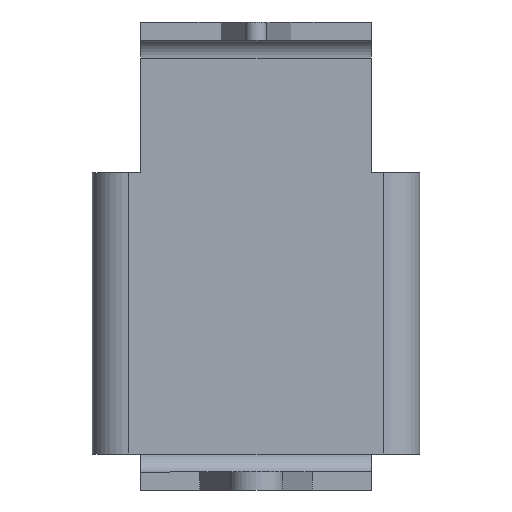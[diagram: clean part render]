
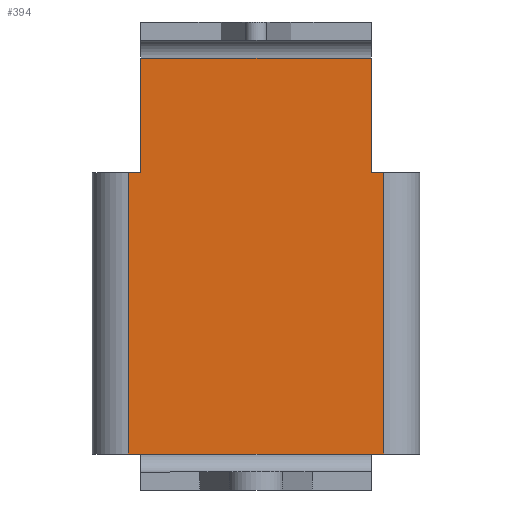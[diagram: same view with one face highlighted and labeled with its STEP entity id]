
A CAD part, front view. The second image highlights one B-rep face of the part: STEP entity #394.
In plain terms, the highlighted planar face has unit normal (0, -1, 0).
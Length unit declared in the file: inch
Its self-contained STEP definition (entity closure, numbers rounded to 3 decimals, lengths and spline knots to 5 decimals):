
#8 = CARTESIAN_POINT ( 'NONE',  ( 0.216, 0.196, -0.126 ) ) ;
#14 = EDGE_CURVE ( 'NONE', #470, #428, #1481, .T. ) ;
#19 = CARTESIAN_POINT ( 'NONE',  ( -0.011, 0.196, -0.126 ) ) ;
#79 = DIRECTION ( 'NONE',  ( 1., 0., 0. ) ) ;
#125 = CARTESIAN_POINT ( 'NONE',  ( 0.205, 0.196, -0.008 ) ) ;
#210 = EDGE_CURVE ( 'NONE', #537, #1489, #657, .T. ) ;
#213 = DIRECTION ( 'NONE',  ( 0., 0., -1. ) ) ;
#237 = ORIENTED_EDGE ( 'NONE', *, *, #1318, .F. ) ;
#248 = ORIENTED_EDGE ( 'NONE', *, *, #14, .T. ) ;
#270 = CARTESIAN_POINT ( 'NONE',  ( 0.205, 0.196, -0.126 ) ) ;
#280 = CARTESIAN_POINT ( 'NONE',  ( 0., 0.196, -0.024 ) ) ;
#336 = CARTESIAN_POINT ( 'NONE',  ( 0., 0.196, -0.376 ) ) ;
#341 = EDGE_CURVE ( 'NONE', #1086, #470, #1438, .T. ) ;
#364 = DIRECTION ( 'NONE',  ( -1., 0., 0. ) ) ;
#394 = ADVANCED_FACE ( 'NONE', ( #1310 ), #691, .F. ) ;
#420 = VECTOR ( 'NONE', #79, 39.37008 ) ;
#428 = VERTEX_POINT ( 'NONE', #1366 ) ;
#436 = CARTESIAN_POINT ( 'NONE',  ( 0., 0.196, -0.126 ) ) ;
#447 = CARTESIAN_POINT ( 'NONE',  ( 0.205, 0.196, -0.008 ) ) ;
#448 = VERTEX_POINT ( 'NONE', #497 ) ;
#451 = LINE ( 'NONE', #675, #1556 ) ;
#461 = VERTEX_POINT ( 'NONE', #1129 ) ;
#470 = VERTEX_POINT ( 'NONE', #19 ) ;
#487 = CARTESIAN_POINT ( 'NONE',  ( 0.205, 0.196, -0.126 ) ) ;
#497 = CARTESIAN_POINT ( 'NONE',  ( 0.216, 0.196, -0.376 ) ) ;
#506 = EDGE_CURVE ( 'NONE', #774, #1468, #981, .T. ) ;
#515 = VECTOR ( 'NONE', #1279, 39.37008 ) ;
#537 = VERTEX_POINT ( 'NONE', #1154 ) ;
#543 = VECTOR ( 'NONE', #999, 39.37008 ) ;
#546 = VECTOR ( 'NONE', #1223, 39.37008 ) ;
#551 = DIRECTION ( 'NONE',  ( 0., 0., -1. ) ) ;
#578 = CARTESIAN_POINT ( 'NONE',  ( 0., 0.196, -0.008 ) ) ;
#581 = ORIENTED_EDGE ( 'NONE', *, *, #724, .T. ) ;
#645 = VECTOR ( 'NONE', #551, 39.37008 ) ;
#657 = LINE ( 'NONE', #280, #515 ) ;
#675 = CARTESIAN_POINT ( 'NONE',  ( 0.216, 0.196, -0.126 ) ) ;
#676 = EDGE_CURVE ( 'NONE', #774, #448, #451, .T. ) ;
#679 = VERTEX_POINT ( 'NONE', #336 ) ;
#691 = PLANE ( 'NONE',  #1528 ) ;
#724 = EDGE_CURVE ( 'NONE', #679, #461, #930, .T. ) ;
#726 = CARTESIAN_POINT ( 'NONE',  ( 0.205, 0.196, -0.376 ) ) ;
#727 = VECTOR ( 'NONE', #1090, 39.37008 ) ;
#730 = VECTOR ( 'NONE', #1207, 39.37008 ) ;
#742 = ORIENTED_EDGE ( 'NONE', *, *, #1394, .T. ) ;
#746 = CARTESIAN_POINT ( 'NONE',  ( -0.011, 0.196, -0.126 ) ) ;
#753 = DIRECTION ( 'NONE',  ( 0., 1., 0. ) ) ;
#756 = VECTOR ( 'NONE', #364, 39.37008 ) ;
#762 = CARTESIAN_POINT ( 'NONE',  ( 0., 0.196, -0.376 ) ) ;
#774 = VERTEX_POINT ( 'NONE', #8 ) ;
#781 = VECTOR ( 'NONE', #1364, 39.37008 ) ;
#799 = ORIENTED_EDGE ( 'NONE', *, *, #676, .F. ) ;
#846 = ORIENTED_EDGE ( 'NONE', *, *, #210, .T. ) ;
#849 = LINE ( 'NONE', #726, #546 ) ;
#904 = EDGE_CURVE ( 'NONE', #448, #461, #849, .T. ) ;
#930 = LINE ( 'NONE', #1437, #420 ) ;
#981 = LINE ( 'NONE', #487, #756 ) ;
#999 = DIRECTION ( 'NONE',  ( 0., 0., -1. ) ) ;
#1004 = DIRECTION ( 'NONE',  ( 0., 0., 1. ) ) ;
#1025 = ORIENTED_EDGE ( 'NONE', *, *, #506, .T. ) ;
#1045 = ORIENTED_EDGE ( 'NONE', *, *, #904, .F. ) ;
#1067 = LINE ( 'NONE', #447, #645 ) ;
#1086 = VERTEX_POINT ( 'NONE', #1430 ) ;
#1090 = DIRECTION ( 'NONE',  ( -1., 0., 0. ) ) ;
#1129 = CARTESIAN_POINT ( 'NONE',  ( 0.205, 0.196, -0.376 ) ) ;
#1133 = LINE ( 'NONE', #762, #727 ) ;
#1154 = CARTESIAN_POINT ( 'NONE',  ( 0.205, 0.196, -0.024 ) ) ;
#1202 = EDGE_CURVE ( 'NONE', #537, #1468, #1067, .T. ) ;
#1207 = DIRECTION ( 'NONE',  ( -1., 0., 0. ) ) ;
#1223 = DIRECTION ( 'NONE',  ( -1., 0., 0. ) ) ;
#1279 = DIRECTION ( 'NONE',  ( -1., 0., 0. ) ) ;
#1283 = CARTESIAN_POINT ( 'NONE',  ( 0., 0.196, -0.024 ) ) ;
#1310 = FACE_OUTER_BOUND ( 'NONE', #1515, .T. ) ;
#1318 = EDGE_CURVE ( 'NONE', #679, #428, #1133, .T. ) ;
#1364 = DIRECTION ( 'NONE',  ( 0., 0., -1. ) ) ;
#1366 = CARTESIAN_POINT ( 'NONE',  ( -0.011, 0.196, -0.376 ) ) ;
#1394 = EDGE_CURVE ( 'NONE', #1489, #1086, #1466, .T. ) ;
#1418 = ORIENTED_EDGE ( 'NONE', *, *, #341, .T. ) ;
#1430 = CARTESIAN_POINT ( 'NONE',  ( 0., 0.196, -0.126 ) ) ;
#1437 = CARTESIAN_POINT ( 'NONE',  ( 0.205, 0.196, -0.376 ) ) ;
#1438 = LINE ( 'NONE', #436, #730 ) ;
#1466 = LINE ( 'NONE', #578, #781 ) ;
#1468 = VERTEX_POINT ( 'NONE', #270 ) ;
#1481 = LINE ( 'NONE', #746, #543 ) ;
#1482 = ORIENTED_EDGE ( 'NONE', *, *, #1202, .F. ) ;
#1489 = VERTEX_POINT ( 'NONE', #1283 ) ;
#1515 = EDGE_LOOP ( 'NONE', ( #1482, #846, #742, #1418, #248, #237, #581, #1045, #799, #1025 ) ) ;
#1528 = AXIS2_PLACEMENT_3D ( 'NONE', #125, #753, #1004 ) ;
#1556 = VECTOR ( 'NONE', #213, 39.37008 ) ;
